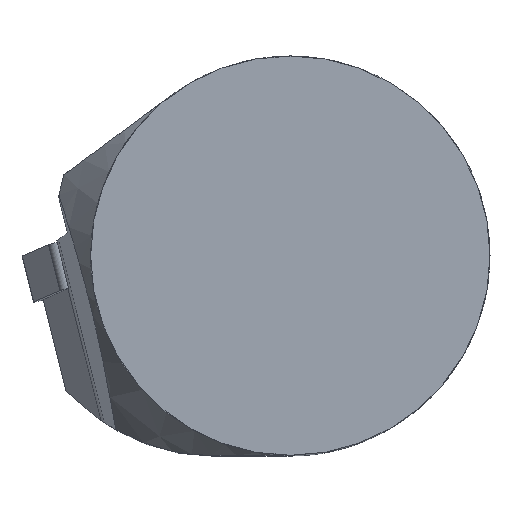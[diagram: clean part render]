
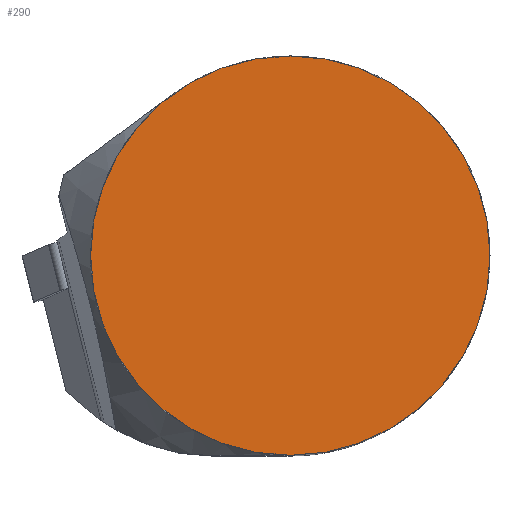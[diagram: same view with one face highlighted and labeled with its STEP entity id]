
A CAD part, top view. The second image highlights one B-rep face of the part: STEP entity #290.
In plain terms, the highlighted planar face has unit normal (0, 0, 1).
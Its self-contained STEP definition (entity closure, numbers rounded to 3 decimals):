
#188=FACE_OUTER_BOUND('',#439,.T.);
#290=ADVANCED_FACE('',(#188),#356,.T.);
#356=PLANE('',#1712);
#439=EDGE_LOOP('',(#768));
#503=CIRCLE('',#1659,20.);
#768=ORIENTED_EDGE('',*,*,#1188,.T.);
#1039=VERTEX_POINT('',#2332);
#1188=EDGE_CURVE('',#1039,#1039,#503,.T.);
#1659=AXIS2_PLACEMENT_3D('',#2331,#1854,#1855);
#1712=AXIS2_PLACEMENT_3D('',#2502,#2004,#2005);
#1854=DIRECTION('',(0.,0.,1.));
#1855=DIRECTION('',(1.,0.,0.));
#2004=DIRECTION('',(0.,0.,1.));
#2005=DIRECTION('',(1.,0.,0.));
#2331=CARTESIAN_POINT('',(0.,0.,0.));
#2332=CARTESIAN_POINT('',(20.,0.,0.));
#2502=CARTESIAN_POINT('',(0.,0.,0.));
